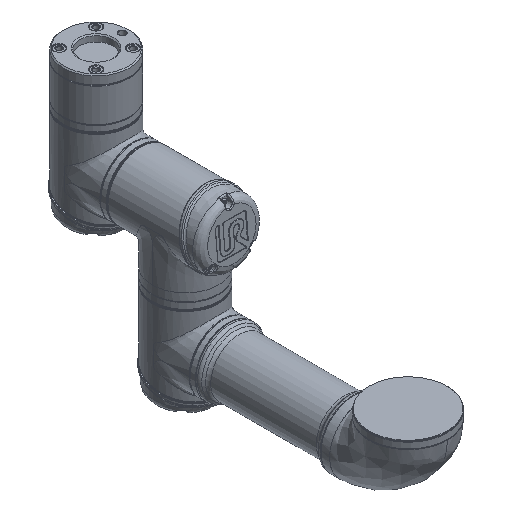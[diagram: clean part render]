
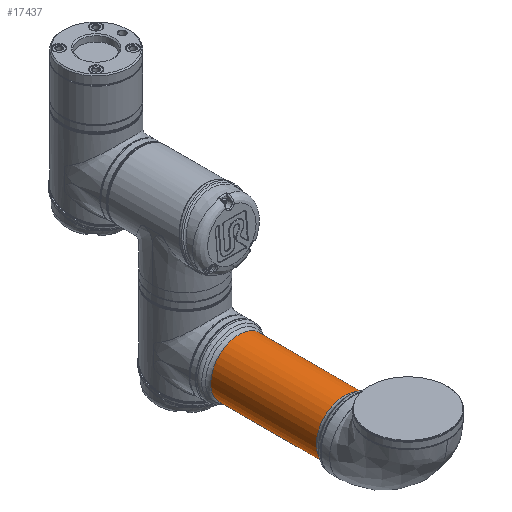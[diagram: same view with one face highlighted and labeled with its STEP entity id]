
A CAD part, isometric view. The second image highlights one B-rep face of the part: STEP entity #17437.
In plain terms, the highlighted cylindrical face has radius 27 mm (diameter 54 mm), a full revolution.
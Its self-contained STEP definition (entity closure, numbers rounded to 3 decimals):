
#2109=LINE('',#26518,#2837);
#2837=VECTOR('',#20510,27.);
#3558=CYLINDRICAL_SURFACE('',#18934,27.);
#3705=FACE_OUTER_BOUND('',#4810,.T.);
#4810=EDGE_LOOP('',(#11176,#11177,#11178,#11179));
#5998=CIRCLE('',#18916,27.);
#5999=CIRCLE('',#18918,27.);
#6861=VERTEX_POINT('',#26486);
#6862=VERTEX_POINT('',#26490);
#8496=EDGE_CURVE('',#6861,#6861,#5998,.T.);
#8497=EDGE_CURVE('',#6862,#6862,#5999,.T.);
#8511=EDGE_CURVE('',#6861,#6862,#2109,.T.);
#11176=ORIENTED_EDGE('',*,*,#8496,.T.);
#11177=ORIENTED_EDGE('',*,*,#8511,.T.);
#11178=ORIENTED_EDGE('',*,*,#8497,.T.);
#11179=ORIENTED_EDGE('',*,*,#8511,.F.);
#17437=ADVANCED_FACE('',(#3705),#3558,.T.);
#18916=AXIS2_PLACEMENT_3D('',#26488,#20471,#20472);
#18918=AXIS2_PLACEMENT_3D('',#26491,#20475,#20476);
#18934=AXIS2_PLACEMENT_3D('',#26517,#20508,#20509);
#20471=DIRECTION('center_axis',(-1.,0.,0.));
#20472=DIRECTION('ref_axis',(0.,0.059,0.998));
#20475=DIRECTION('center_axis',(1.,0.,0.));
#20476=DIRECTION('ref_axis',(0.,0.059,0.998));
#20508=DIRECTION('center_axis',(1.,0.,0.));
#20509=DIRECTION('ref_axis',(0.,0.059,0.998));
#20510=DIRECTION('',(-1.,0.,0.));
#26486=CARTESIAN_POINT('',(152.329,-1.599,-26.953));
#26488=CARTESIAN_POINT('Origin',(152.329,0.,
0.));
#26490=CARTESIAN_POINT('',(51.371,-1.599,-26.953));
#26491=CARTESIAN_POINT('Origin',(51.371,0.,
0.));
#26517=CARTESIAN_POINT('Origin',(167.85,0.,0.));
#26518=CARTESIAN_POINT('',(167.85,-1.599,-26.953));
